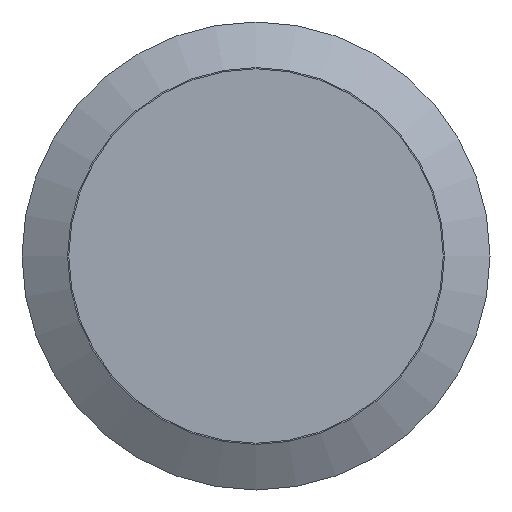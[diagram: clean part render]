
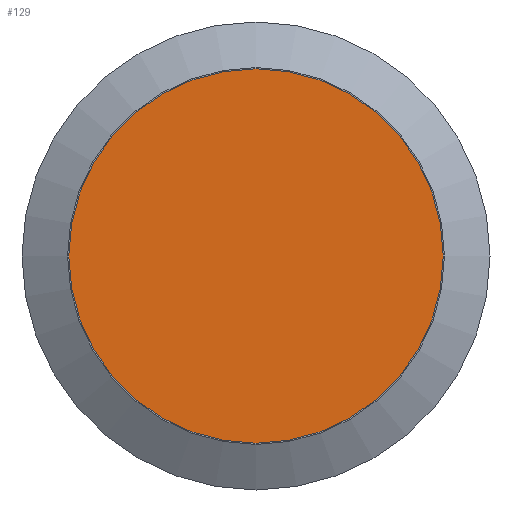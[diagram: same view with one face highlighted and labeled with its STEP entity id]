
A CAD part, front view. The second image highlights one B-rep face of the part: STEP entity #129.
In plain terms, the highlighted planar face has unit normal (0, -1, 0).
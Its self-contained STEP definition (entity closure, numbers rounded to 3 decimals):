
#42=ORIENTED_EDGE('',*,*,#54,.T.);
#54=EDGE_CURVE('',#64,#64,#74,.T.);
#64=VERTEX_POINT('',#236);
#74=CIRCLE('',#161,16.);
#92=EDGE_LOOP('',(#42));
#112=FACE_BOUND('',#92,.T.);
#119=PLANE('',#162);
#129=ADVANCED_FACE('',(#112),#119,.F.);
#161=AXIS2_PLACEMENT_3D('',#235,#200,#201);
#162=AXIS2_PLACEMENT_3D('',#237,#202,#203);
#200=DIRECTION('',(0.,-1.,0.));
#201=DIRECTION('',(0.,0.,-1.));
#202=DIRECTION('',(0.,1.,0.));
#203=DIRECTION('',(0.,0.,1.));
#235=CARTESIAN_POINT('',(0.,0.,0.));
#236=CARTESIAN_POINT('',(0.,0.,-16.));
#237=CARTESIAN_POINT('',(16.,0.,0.));
